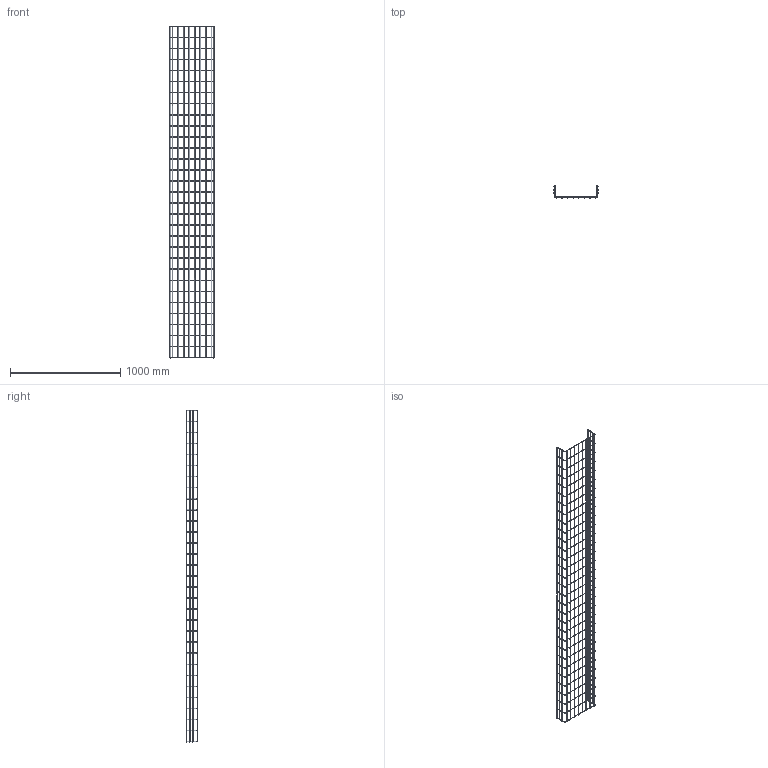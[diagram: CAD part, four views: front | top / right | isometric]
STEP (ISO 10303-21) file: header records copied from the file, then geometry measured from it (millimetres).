
FILE_DESCRIPTION (( 'STEP AP214' ), '1' );
FILE_NAME ('6003629_KSTP1.stp', '2018-08-29T12:48:22', ( '' ), ( '' ), 'SwSTEP 2.0', 'SolidWorks 2016', '' );
FILE_SCHEMA (( 'AUTOMOTIVE_DESIGN' ));
Length unit declared in the file: millimetre
Products named in the file (1): 6003629_KSTP1
Bounding box: 400 x 104.99 x 3005.9 mm (x, y, z)
Volume: 1632425.7 mm3; surface area: 1096367.9 mm2
Topology: 1 solids, 1 shells, 428 faces, 2192 edges, 1420 vertices
Faces by surface type: cylinder 214, torus 124, plane 90
Entity records: 47442 total; most frequent: CARTESIAN_POINT 30249, ORIENTED_EDGE 4384, DIRECTION 2746, EDGE_CURVE 2192, VERTEX_POINT 1420, AXIS2_PLACEMENT_3D 1049, B_SPLINE_CURVE_WITH_KNOTS 868, EDGE_LOOP 862
